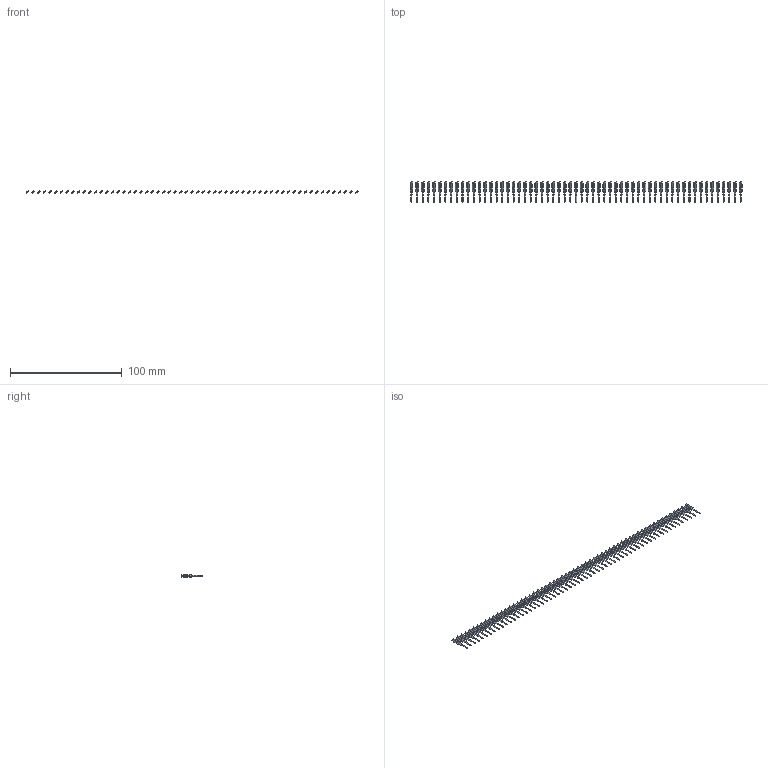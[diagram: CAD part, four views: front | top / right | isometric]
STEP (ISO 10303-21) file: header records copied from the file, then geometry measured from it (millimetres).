
FILE_DESCRIPTION (( 'STEP AP203' ), '1' );
FILE_NAME ('106-059-251-200.STEP', '2020-04-16T20:47:24', ( '' ), ( '' ), 'SwSTEP 2.0', 'SolidWorks 2016', '' );
FILE_SCHEMA (( 'CONFIG_CONTROL_DESIGN' ));
Length unit declared in the file: inch
Products named in the file (2): 106-059-251-200; 100-290-001_100-290-251
Assembly tree (59 placements, depth 2):
  106-059-251-200
    100-290-001_100-290-251  x59
Bounding box: 297.17 x 17.9 x 2.53 mm (x, y, z)
Volume: 1078.7 mm3; surface area: 5302.2 mm2
Topology: 59 solids, 59 shells, 1652 faces, 4602 edges, 3068 vertices
Faces by surface type: plane 1298, cylinder 354
Entity records: 2950 total; most frequent: DIRECTION 266, CARTESIAN_POINT 232, ORIENTED_EDGE 156, COORDINATED_UNIVERSAL_TIME_OFFSET 128, DATE_AND_TIME 128, CALENDAR_DATE 128, LOCAL_TIME 128, AXIS2_PLACEMENT_3D 102
